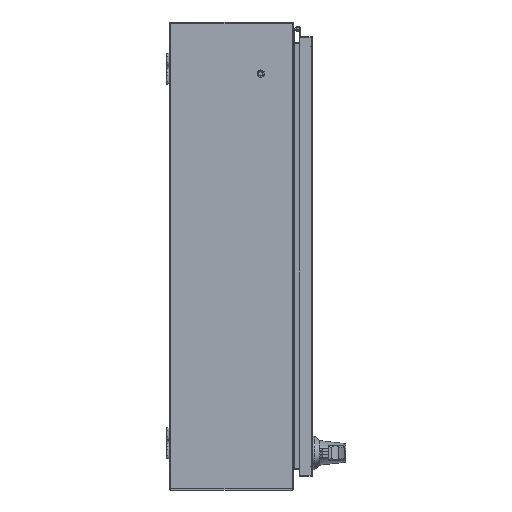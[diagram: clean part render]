
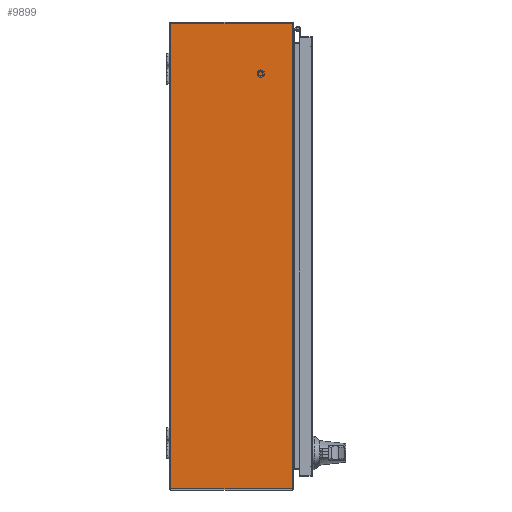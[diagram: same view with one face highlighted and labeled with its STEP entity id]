
A CAD part, front view. The second image highlights one B-rep face of the part: STEP entity #9899.
In plain terms, the highlighted face is planar.
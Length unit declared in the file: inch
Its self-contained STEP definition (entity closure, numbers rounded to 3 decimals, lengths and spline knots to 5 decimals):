
#8526 = CARTESIAN_POINT ( 'NONE',  ( -14.892, -0.108, -15. ) ) ;
#9899 = ADVANCED_FACE ( 'NONE', ( #108603 ), #30484, .T. ) ;
#12434 = EDGE_CURVE ( 'NONE', #43905, #30781, #77662, .T. ) ;
#12839 = DIRECTION ( 'NONE',  ( 0., 0., -1. ) ) ;
#20327 = LINE ( 'NONE', #68553, #48566 ) ;
#25174 = VERTEX_POINT ( 'NONE', #62775 ) ;
#26562 = EDGE_CURVE ( 'NONE', #30781, #76187, #20327, .T. ) ;
#27523 = LINE ( 'NONE', #107566, #75927 ) ;
#29806 = DIRECTION ( 'NONE',  ( 0., -1., 0. ) ) ;
#30484 = PLANE ( 'NONE',  #70216 ) ;
#30781 = VERTEX_POINT ( 'NONE', #105833 ) ;
#31929 = VECTOR ( 'NONE', #64518, 39.37008 ) ;
#33334 = DIRECTION ( 'NONE',  ( 1., 0., 0. ) ) ;
#43401 = LINE ( 'NONE', #8526, #102523 ) ;
#43905 = VERTEX_POINT ( 'NONE', #102967 ) ;
#46665 = CARTESIAN_POINT ( 'NONE',  ( -14.892, -0.06248, -15. ) ) ;
#48566 = VECTOR ( 'NONE', #76146, 39.37008 ) ;
#53250 = EDGE_LOOP ( 'NONE', ( #97582, #90688, #69034, #65227 ) ) ;
#61841 = CARTESIAN_POINT ( 'NONE',  ( -14.92792, -7.892, -15. ) ) ;
#62775 = CARTESIAN_POINT ( 'NONE',  ( -14.92792, -0.108, -15. ) ) ;
#64518 = DIRECTION ( 'NONE',  ( 0., -1., 0. ) ) ;
#65227 = ORIENTED_EDGE ( 'NONE', *, *, #91200, .F. ) ;
#68553 = CARTESIAN_POINT ( 'NONE',  ( -14.892, -7.892, -15. ) ) ;
#69034 = ORIENTED_EDGE ( 'NONE', *, *, #26562, .T. ) ;
#70216 = AXIS2_PLACEMENT_3D ( 'NONE', #46665, #12839, #98085 ) ;
#75927 = VECTOR ( 'NONE', #29806, 39.37008 ) ;
#76146 = DIRECTION ( 'NONE',  ( -1., 0., 0. ) ) ;
#76187 = VERTEX_POINT ( 'NONE', #61841 ) ;
#77662 = LINE ( 'NONE', #81105, #31929 ) ;
#81105 = CARTESIAN_POINT ( 'NONE',  ( 14.92792, 39.37008, -15. ) ) ;
#90688 = ORIENTED_EDGE ( 'NONE', *, *, #12434, .T. ) ;
#91200 = EDGE_CURVE ( 'NONE', #25174, #76187, #27523, .T. ) ;
#91675 = EDGE_CURVE ( 'NONE', #25174, #43905, #43401, .T. ) ;
#97582 = ORIENTED_EDGE ( 'NONE', *, *, #91675, .T. ) ;
#98085 = DIRECTION ( 'NONE',  ( 0., 1., 0. ) ) ;
#102523 = VECTOR ( 'NONE', #33334, 39.37008 ) ;
#102967 = CARTESIAN_POINT ( 'NONE',  ( 14.92792, -0.108, -15. ) ) ;
#105833 = CARTESIAN_POINT ( 'NONE',  ( 14.92792, -7.892, -15. ) ) ;
#107566 = CARTESIAN_POINT ( 'NONE',  ( -14.92792, 39.37008, -15. ) ) ;
#108603 = FACE_OUTER_BOUND ( 'NONE', #53250, .T. ) ;
